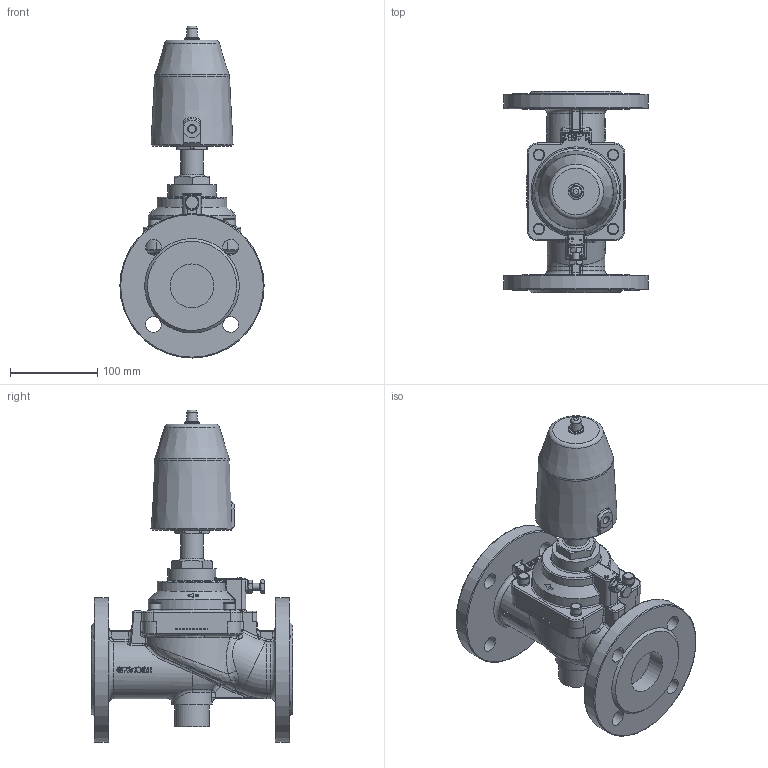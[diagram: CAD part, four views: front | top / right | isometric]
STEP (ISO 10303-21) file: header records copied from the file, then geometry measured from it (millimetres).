
FILE_DESCRIPTION(/* description */ ('3D-Modell'),/* implementation_level */ '2;1');
FILE_NAME(/* name */ '026.000476_D2606-0504-7008.stp',/* time_stamp */ '2019-06-13T15:11:11+02:00',/* author */ ('EFast'),/* organization */ (''),/* preprocessor_version */ 'ST-DEVELOPER v16.1',/* originating_system */ 'Autodesk Inventor 2016',/* authorisation */ '');
FILE_SCHEMA (('AUTOMOTIVE_DESIGN { 1 0 10303 214 3 1 1 }'));
Products named in the file (1): 88-003142
Bounding box: 165 x 230 x 379.63 mm (x, y, z)
Volume: 2903434.6 mm3; surface area: 241356.2 mm2
Topology: 1 solids, 1 shells, 991 faces, 2564 edges, 1611 vertices
Faces by surface type: plane 377, bspline 318, cylinder 170, torus 63, cone 47, sphere 16
Full cylindrical faces by diameter (mm): 6.5 x1, 8 x5, 8.566 x1, 13 x4, 13.2 x1, 16 x1, 18 x8, 18.2 x1, 26 x1, 40 x1, 46 x1, 50 x2, 55 x1, 165 x2
Entity records: 46806 total; most frequent: CARTESIAN_POINT 25376, ORIENTED_EDGE 4912, DIRECTION 3561, EDGE_CURVE 2456, VERTEX_POINT 1586, AXIS2_PLACEMENT_3D 1267, EDGE_LOOP 1134, LINE 1027
